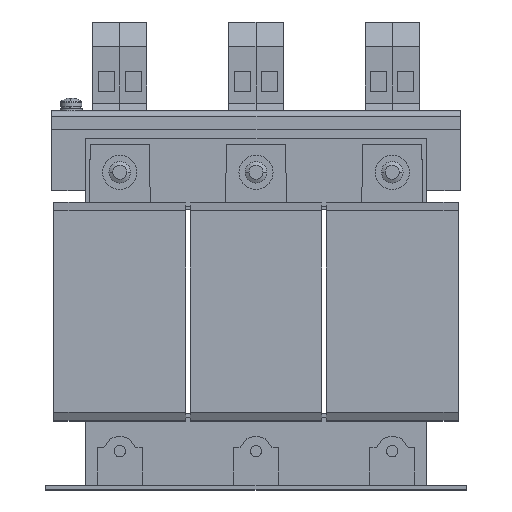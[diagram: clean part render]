
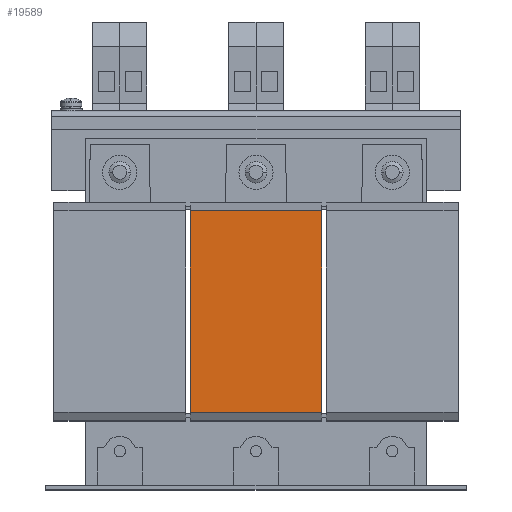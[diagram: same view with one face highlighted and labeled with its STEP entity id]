
A CAD part, top view. The second image highlights one B-rep face of the part: STEP entity #19589.
In plain terms, the highlighted planar face has unit normal (0, 0, 1).
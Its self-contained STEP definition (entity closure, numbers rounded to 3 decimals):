
#721 = CARTESIAN_POINT ( 'NONE',  ( -29., 44.4, 38.125 ) ) ;
#1184 = CARTESIAN_POINT ( 'NONE',  ( 29., 0., 38.125 ) ) ;
#1522 = DIRECTION ( 'NONE',  ( 0., 1., 0. ) ) ;
#1595 = VERTEX_POINT ( 'NONE', #18965 ) ;
#1889 = LINE ( 'NONE', #11454, #16999 ) ;
#1941 = LINE ( 'NONE', #15666, #17557 ) ;
#2245 = CARTESIAN_POINT ( 'NONE',  ( 29., 44.4, 38.125 ) ) ;
#2657 = DIRECTION ( 'NONE',  ( 0., 0., 1. ) ) ;
#3554 = ORIENTED_EDGE ( 'NONE', *, *, #13627, .F. ) ;
#3998 = PLANE ( 'NONE',  #12744 ) ;
#4076 = VECTOR ( 'NONE', #18609, 1000. ) ;
#4110 = VECTOR ( 'NONE', #1522, 1000. ) ;
#6190 = EDGE_CURVE ( 'Defeature ausgef�hrt2_37+Defeature ausgef�hrt2_36+Defeature ausgef�hrt2_40+Defeature ausgef�hrt2_41', #19486, #19470, #1941, .T. ) ;
#8862 = LINE ( 'NONE', #18202, #4110 ) ;
#9516 = DIRECTION ( 'NONE',  ( -1., 0., 0. ) ) ;
#10088 = DIRECTION ( 'NONE',  ( 0., 1., 0. ) ) ;
#10136 = EDGE_CURVE ( 'Defeature ausgef�hrt2_41+Defeature ausgef�hrt2_37+Defeature ausgef�hrt2_38+Defeature ausgef�hrt2_36', #1595, #19470, #1889, .T. ) ;
#10628 = ORIENTED_EDGE ( 'NONE', *, *, #10136, .F. ) ;
#10740 = ORIENTED_EDGE ( 'NONE', *, *, #18032, .T. ) ;
#11140 = CARTESIAN_POINT ( 'NONE',  ( 29., -44.4, 38.125 ) ) ;
#11454 = CARTESIAN_POINT ( 'NONE',  ( -29., 0., 38.125 ) ) ;
#12744 = AXIS2_PLACEMENT_3D ( 'NONE', #1184, #2657, #16063 ) ;
#13627 = EDGE_CURVE ( 'Defeature ausgef�hrt2_38+Defeature ausgef�hrt2_37+Defeature ausgef�hrt2_40+Defeature ausgef�hrt2_41', #19526, #1595, #16106, .T. ) ;
#15666 = CARTESIAN_POINT ( 'NONE',  ( 29., 44.4, 38.125 ) ) ;
#16063 = DIRECTION ( 'NONE',  ( 1., 0., 0. ) ) ;
#16106 = LINE ( 'NONE', #11140, #4076 ) ;
#16137 = EDGE_LOOP ( 'NONE', ( #10628, #3554, #10740, #17528 ) ) ;
#16999 = VECTOR ( 'NONE', #10088, 1000. ) ;
#17498 = FACE_OUTER_BOUND ( 'NONE', #16137, .T. ) ;
#17528 = ORIENTED_EDGE ( 'NONE', *, *, #6190, .T. ) ;
#17557 = VECTOR ( 'NONE', #9516, 1000. ) ;
#18032 = EDGE_CURVE ( 'Defeature ausgef�hrt2_37+Defeature ausgef�hrt2_40+Defeature ausgef�hrt2_38+Defeature ausgef�hrt2_36', #19526, #19486, #8862, .T. ) ;
#18202 = CARTESIAN_POINT ( 'NONE',  ( 29., 0., 38.125 ) ) ;
#18609 = DIRECTION ( 'NONE',  ( -1., 0., 0. ) ) ;
#18867 = CARTESIAN_POINT ( 'NONE',  ( 29., -44.4, 38.125 ) ) ;
#18965 = CARTESIAN_POINT ( 'NONE',  ( -29., -44.4, 38.125 ) ) ;
#19470 = VERTEX_POINT ( 'NONE', #721 ) ;
#19486 = VERTEX_POINT ( 'NONE', #2245 ) ;
#19526 = VERTEX_POINT ( 'NONE', #18867 ) ;
#19589 = ADVANCED_FACE ( 'Defeature ausgef�hrt2_37', ( #17498 ), #3998, .T. ) ;
